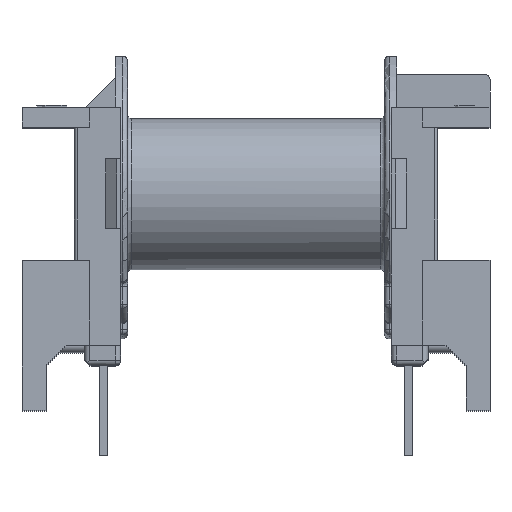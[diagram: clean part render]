
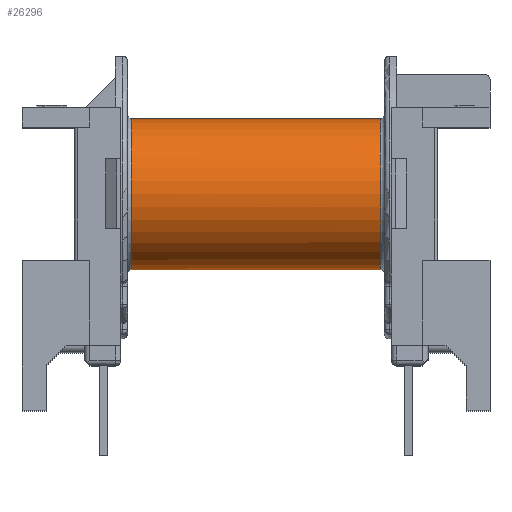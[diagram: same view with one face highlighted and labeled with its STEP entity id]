
A CAD part, top view. The second image highlights one B-rep face of the part: STEP entity #26296.
In plain terms, the highlighted cylindrical face has radius 7.55 mm (diameter 15.1 mm), a partial arc.
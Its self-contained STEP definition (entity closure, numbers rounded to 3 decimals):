
#25=DIRECTION('',(-1.,0.,0.));
#26=VECTOR('',#25,24.9);
#27=CARTESIAN_POINT('',(12.45,7.55,0.));
#28=LINE('',#27,#26);
#29=DIRECTION('',(1.,0.,0.));
#30=VECTOR('',#29,24.9);
#31=CARTESIAN_POINT('',(-12.45,-7.55,0.));
#32=LINE('',#31,#30);
#58=CARTESIAN_POINT('',(-12.45,0.,0.));
#59=DIRECTION('',(1.,0.,0.));
#60=DIRECTION('',(0.,1.,0.));
#61=AXIS2_PLACEMENT_3D('',#58,#59,#60);
#63=CARTESIAN_POINT('',(-12.45,0.,0.));
#64=DIRECTION('',(1.,0.,0.));
#65=DIRECTION('',(0.,1.,0.004));
#66=AXIS2_PLACEMENT_3D('',#63,#64,#65);
#9671=CARTESIAN_POINT('',(12.45,0.,0.));
#9672=DIRECTION('',(-1.,0.,0.));
#9673=DIRECTION('',(0.,-1.,0.));
#9674=AXIS2_PLACEMENT_3D('',#9671,#9672,#9673);
#9676=CARTESIAN_POINT('',(12.45,0.,0.));
#9677=DIRECTION('',(-1.,0.,0.));
#9678=DIRECTION('',(0.,-1.,0.004));
#9679=AXIS2_PLACEMENT_3D('',#9676,#9677,#9678);
#20728=CARTESIAN_POINT('',(-12.45,-7.55,0.));
#20729=CARTESIAN_POINT('',(12.45,-7.55,0.));
#20730=VERTEX_POINT('',#20728);
#20731=VERTEX_POINT('',#20729);
#20732=CARTESIAN_POINT('',(-12.45,7.55,0.03));
#20733=VERTEX_POINT('',#20732);
#20734=CARTESIAN_POINT('',(-12.45,7.55,0.));
#20735=VERTEX_POINT('',#20734);
#20736=CARTESIAN_POINT('',(12.45,7.55,0.));
#20737=VERTEX_POINT('',#20736);
#20738=CARTESIAN_POINT('',(12.45,-7.55,0.032));
#20739=VERTEX_POINT('',#20738);
#26277=CARTESIAN_POINT('',(0.,0.,0.));
#26278=DIRECTION('',(1.,0.,0.));
#26279=DIRECTION('',(0.,1.,0.));
#26280=AXIS2_PLACEMENT_3D('',#26277,#26278,#26279);
#26281=CYLINDRICAL_SURFACE('',#26280,7.55);
#26283=ORIENTED_EDGE('',*,*,#26282,.F.);
#26285=ORIENTED_EDGE('',*,*,#26284,.F.);
#26287=ORIENTED_EDGE('',*,*,#26286,.F.);
#26289=ORIENTED_EDGE('',*,*,#26288,.F.);
#26291=ORIENTED_EDGE('',*,*,#26290,.F.);
#26293=ORIENTED_EDGE('',*,*,#26292,.F.);
#26294=EDGE_LOOP('',(#26283,#26285,#26287,#26289,#26291,#26293));
#26295=FACE_OUTER_BOUND('',#26294,.F.);
#62=CIRCLE('',#61,7.55);
#67=CIRCLE('',#66,7.55);
#9675=CIRCLE('',#9674,7.55);
#9680=CIRCLE('',#9679,7.55);
#26282=EDGE_CURVE('',#20730,#20731,#32,.T.);
#26284=EDGE_CURVE('',#20733,#20730,#67,.T.);
#26286=EDGE_CURVE('',#20735,#20733,#62,.T.);
#26288=EDGE_CURVE('',#20737,#20735,#28,.T.);
#26290=EDGE_CURVE('',#20739,#20737,#9680,.T.);
#26292=EDGE_CURVE('',#20731,#20739,#9675,.T.);
#26296=ADVANCED_FACE('',(#26295),#26281,.T.);
